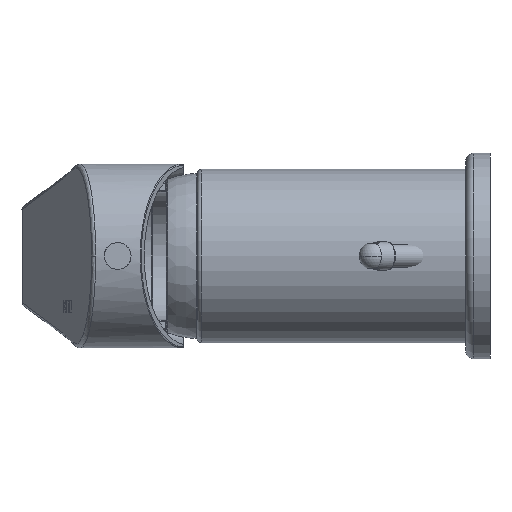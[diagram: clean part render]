
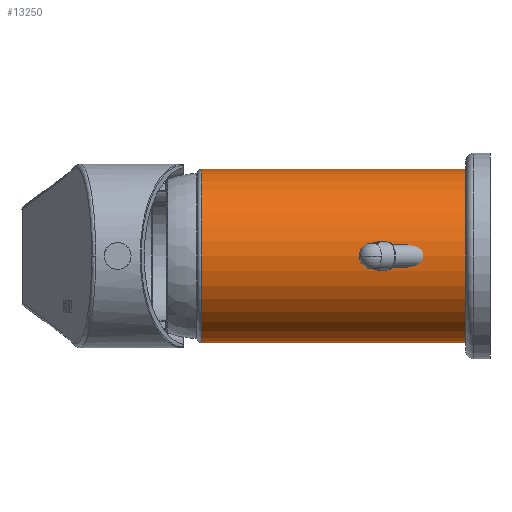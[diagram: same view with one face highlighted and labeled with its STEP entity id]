
A CAD part, left-side view. The second image highlights one B-rep face of the part: STEP entity #13250.
In plain terms, the highlighted cylindrical face has radius 21 mm (diameter 42 mm), a partial arc.
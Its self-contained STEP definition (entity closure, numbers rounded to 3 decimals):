
#387 = VECTOR ( 'NONE', #2763, 1000. ) ;
#975 = EDGE_CURVE ( 'NONE', #11785, #3041, #14828, .T. ) ;
#1458 = CIRCLE ( 'NONE', #8260, 21. ) ;
#2279 = DIRECTION ( 'NONE',  ( 0., -1., 0. ) ) ;
#2763 = DIRECTION ( 'NONE',  ( 0., -1., 0. ) ) ;
#3041 = VERTEX_POINT ( 'NONE', #15386 ) ;
#3133 = CYLINDRICAL_SURFACE ( 'NONE', #5500, 21. ) ;
#3657 = DIRECTION ( 'NONE',  ( 0., 0., 1. ) ) ;
#4634 = LINE ( 'NONE', #13161, #7968 ) ;
#4654 = EDGE_CURVE ( 'NONE', #11785, #16452, #7223, .T. ) ;
#5045 = CARTESIAN_POINT ( 'NONE',  ( 0., 64., 0. ) ) ;
#5500 = AXIS2_PLACEMENT_3D ( 'NONE', #10075, #12885, #7737 ) ;
#6530 = EDGE_CURVE ( 'NONE', #14757, #3041, #1458, .T. ) ;
#6693 = FACE_OUTER_BOUND ( 'NONE', #10591, .T. ) ;
#6900 = AXIS2_PLACEMENT_3D ( 'NONE', #5045, #2279, #3657 ) ;
#6956 = ORIENTED_EDGE ( 'NONE', *, *, #11511, .T. ) ;
#7223 = CIRCLE ( 'NONE', #6900, 21. ) ;
#7737 = DIRECTION ( 'NONE',  ( 0., 0., -1. ) ) ;
#7968 = VECTOR ( 'NONE', #14507, 1000. ) ;
#8215 = DIRECTION ( 'NONE',  ( 0., 0., 1. ) ) ;
#8260 = AXIS2_PLACEMENT_3D ( 'NONE', #9573, #14962, #8215 ) ;
#8272 = CARTESIAN_POINT ( 'NONE',  ( 0., 65., 21. ) ) ;
#8971 = ORIENTED_EDGE ( 'NONE', *, *, #4654, .T. ) ;
#9573 = CARTESIAN_POINT ( 'NONE',  ( 0., 0., 0. ) ) ;
#10075 = CARTESIAN_POINT ( 'NONE',  ( 0., 65., 0. ) ) ;
#10235 = CARTESIAN_POINT ( 'NONE',  ( 0., 0., -21. ) ) ;
#10442 = ORIENTED_EDGE ( 'NONE', *, *, #975, .F. ) ;
#10591 = EDGE_LOOP ( 'NONE', ( #10442, #8971, #6956, #12208 ) ) ;
#10921 = CARTESIAN_POINT ( 'NONE',  ( 0., 64., 21. ) ) ;
#11511 = EDGE_CURVE ( 'NONE', #16452, #14757, #4634, .T. ) ;
#11785 = VERTEX_POINT ( 'NONE', #10921 ) ;
#12208 = ORIENTED_EDGE ( 'NONE', *, *, #6530, .T. ) ;
#12885 = DIRECTION ( 'NONE',  ( 0., -1., 0. ) ) ;
#13161 = CARTESIAN_POINT ( 'NONE',  ( 0., 65., -21. ) ) ;
#13250 = ADVANCED_FACE ( 'NONE', ( #6693 ), #3133, .T. ) ;
#13727 = CARTESIAN_POINT ( 'NONE',  ( 0., 64., -21. ) ) ;
#14507 = DIRECTION ( 'NONE',  ( 0., -1., 0. ) ) ;
#14757 = VERTEX_POINT ( 'NONE', #10235 ) ;
#14828 = LINE ( 'NONE', #8272, #387 ) ;
#14962 = DIRECTION ( 'NONE',  ( 0., 1., 0. ) ) ;
#15386 = CARTESIAN_POINT ( 'NONE',  ( 0., 0., 21. ) ) ;
#16452 = VERTEX_POINT ( 'NONE', #13727 ) ;
